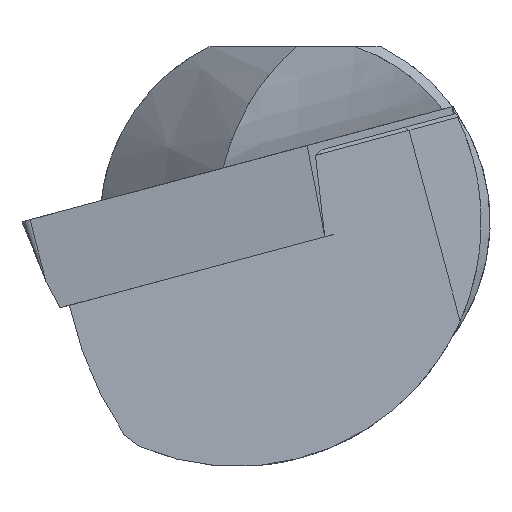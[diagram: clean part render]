
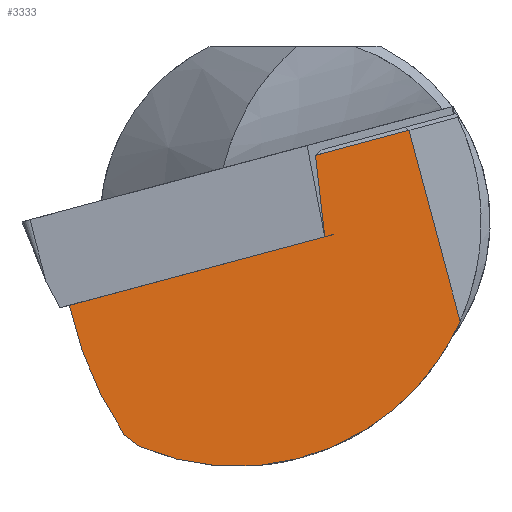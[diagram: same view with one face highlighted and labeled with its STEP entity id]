
A CAD part, left-side view. The second image highlights one B-rep face of the part: STEP entity #3333.
In plain terms, the highlighted planar face has unit normal (-0.998, -0.059, 0.016).
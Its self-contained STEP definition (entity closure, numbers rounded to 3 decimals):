
#3232=CARTESIAN_POINT('',(0.068,65.707,-9.756));
#3233=DIRECTION('',(-0.998,-0.059,0.016));
#3234=DIRECTION('',(0.059,-0.998,0.0));
#3235=AXIS2_PLACEMENT_3D('',#3232,#3233,#3234);
#3236=PLANE('',#3235);
#3237=CARTESIAN_POINT('',(0.903,53.506,-2.544));
#3238=VERTEX_POINT('',#3237);
#3239=CARTESIAN_POINT('',(0.903,54.816,2.347));
#3240=VERTEX_POINT('',#3239);
#3241=CARTESIAN_POINT('',(0.903,52.52,-6.222));
#3242=DIRECTION('',(0.0,0.259,0.966));
#3243=VECTOR('',#3242,1.0);
#3244=LINE('',#3241,#3243);
#3245=EDGE_CURVE('',#3238,#3240,#3244,.T.);
#3246=ORIENTED_EDGE('',*,*,#3245,.T.);
#3247=CARTESIAN_POINT('',(0.903,54.816,2.347));
#3248=VERTEX_POINT('',#3247);
#3249=CARTESIAN_POINT('',(0.752,57.214,1.705));
#3250=VERTEX_POINT('',#3249);
#3251=CARTESIAN_POINT('',(0.753,57.199,1.709));
#3252=DIRECTION('',(-0.061,0.964,-0.258));
#3253=VECTOR('',#3252,1.);
#3254=LINE('',#3251,#3253);
#3255=EDGE_CURVE('',#3248,#3250,#3254,.T.);
#3256=ORIENTED_EDGE('',*,*,#3255,.T.);
#3257=CARTESIAN_POINT('',(0.733,56.976,-0.385));
#3258=VERTEX_POINT('',#3257);
#3259=CARTESIAN_POINT('',(0.752,57.214,1.705));
#3260=VERTEX_POINT('',#3259);
#3261=CARTESIAN_POINT('',(0.76,57.319,2.631));
#3262=DIRECTION('',(-0.009,-0.113,-0.994));
#3263=VECTOR('',#3262,1.);
#3264=LINE('',#3261,#3263);
#3265=EDGE_CURVE('',#3258,#3260,#3264,.F.);
#3266=ORIENTED_EDGE('',*,*,#3265,.F.);
#3267=CARTESIAN_POINT('',(0.318,63.522,-2.139));
#3268=VERTEX_POINT('',#3267);
#3269=CARTESIAN_POINT('',(0.733,56.976,-0.385));
#3270=VERTEX_POINT('',#3269);
#3271=CARTESIAN_POINT('',(1.013,52.542,0.803));
#3272=DIRECTION('',(0.061,-0.964,0.258));
#3273=VECTOR('',#3272,1.);
#3274=LINE('',#3271,#3273);
#3275=EDGE_CURVE('',#3268,#3270,#3274,.T.);
#3276=ORIENTED_EDGE('',*,*,#3275,.F.);
#3277=CARTESIAN_POINT('',(0.349,62.107,-5.468));
#3278=VERTEX_POINT('',#3277);
#3279=CARTESIAN_POINT('',(0.318,63.522,-2.139));
#3280=VERTEX_POINT('',#3279);
#3281=CARTESIAN_POINT('',(0.318,63.522,-2.139));
#3282=CARTESIAN_POINT('',(0.314,63.263,-3.331));
#3283=CARTESIAN_POINT('',(0.325,62.786,-4.454));
#3284=CARTESIAN_POINT('',(0.349,62.107,-5.468));
#3292=(BOUNDED_CURVE()B_SPLINE_CURVE(3,(#3281,#3282,#3283,#3284),.UNSPECIFIED.,.F.,.U.)CURVE()GEOMETRIC_REPRESENTATION_ITEM()QUASI_UNIFORM_CURVE()RATIONAL_B_SPLINE_CURVE((1.0,0.988,0.988,1.0))REPRESENTATION_ITEM(''));
#3293=EDGE_CURVE('',#3278,#3280,#3292,.F.);
#3294=ORIENTED_EDGE('',*,*,#3293,.F.);
#3295=CARTESIAN_POINT('',(0.367,61.715,-5.759));
#3296=VERTEX_POINT('',#3295);
#3297=CARTESIAN_POINT('',(0.349,62.107,-5.468));
#3298=VERTEX_POINT('',#3297);
#3299=CARTESIAN_POINT('',(0.349,62.107,-5.468));
#3300=CARTESIAN_POINT('',(0.355,61.98,-5.57));
#3301=CARTESIAN_POINT('',(0.361,61.849,-5.667));
#3302=CARTESIAN_POINT('',(0.367,61.715,-5.759));
#3310=(BOUNDED_CURVE()B_SPLINE_CURVE(3,(#3299,#3300,#3301,#3302),.UNSPECIFIED.,.F.,.U.)CURVE()GEOMETRIC_REPRESENTATION_ITEM()QUASI_UNIFORM_CURVE()RATIONAL_B_SPLINE_CURVE((1.0,1.,1.,1.0))REPRESENTATION_ITEM(''));
#3311=EDGE_CURVE('',#3296,#3298,#3310,.F.);
#3312=ORIENTED_EDGE('',*,*,#3311,.F.);
#3313=CARTESIAN_POINT('',(0.367,61.715,-5.759));
#3314=VERTEX_POINT('',#3313);
#3315=CARTESIAN_POINT('',(0.903,53.506,-2.544));
#3316=VERTEX_POINT('',#3315);
#3317=CARTESIAN_POINT('',(0.367,61.715,-5.759));
#3318=CARTESIAN_POINT('',(0.542,58.372,-7.198));
#3319=CARTESIAN_POINT('',(0.763,54.982,-5.871));
#3320=CARTESIAN_POINT('',(0.903,53.506,-2.544));
#3328=(BOUNDED_CURVE()B_SPLINE_CURVE(3,(#3317,#3318,#3319,#3320),.UNSPECIFIED.,.F.,.U.)CURVE()GEOMETRIC_REPRESENTATION_ITEM()QUASI_UNIFORM_CURVE()RATIONAL_B_SPLINE_CURVE((1.0,0.807,0.807,1.0))REPRESENTATION_ITEM(''));
#3329=EDGE_CURVE('',#3314,#3316,#3328,.T.);
#3330=ORIENTED_EDGE('',*,*,#3329,.T.);
#3331=EDGE_LOOP('',(#3246,#3256,#3266,#3276,#3294,#3312,#3330));
#3332=FACE_OUTER_BOUND('',#3331,.T.);
#3333=ADVANCED_FACE('',(#3332),#3236,.T.);
